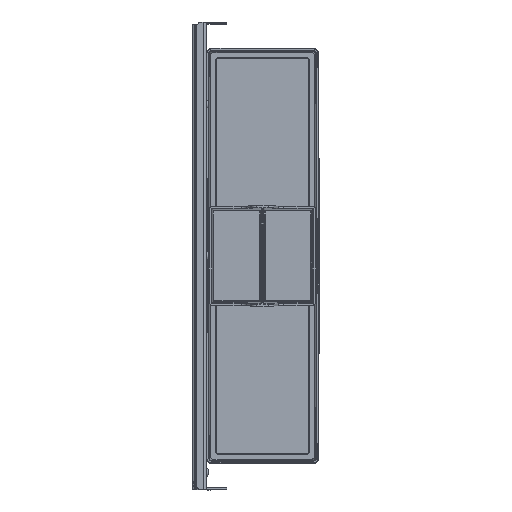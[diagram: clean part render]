
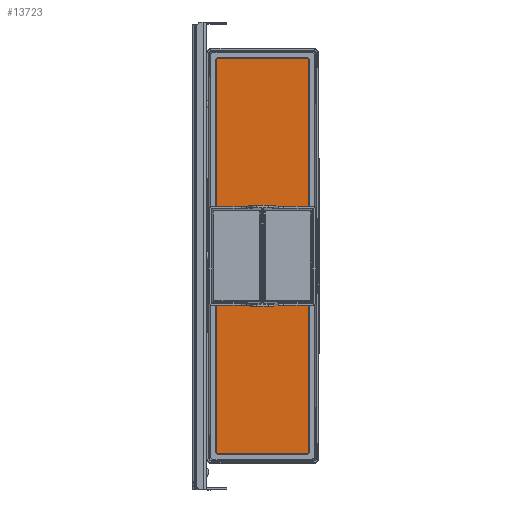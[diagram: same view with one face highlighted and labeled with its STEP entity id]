
A CAD part, top view. The second image highlights one B-rep face of the part: STEP entity #13723.
In plain terms, the highlighted planar face has unit normal (0, 0, 1).
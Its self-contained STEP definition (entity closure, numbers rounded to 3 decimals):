
#6270=CARTESIAN_POINT('',(209.437,-49.437,-43.5));
#6271=VERTEX_POINT('',#6270);
#6272=CARTESIAN_POINT('',(211.437,-47.437,-43.5));
#6273=VERTEX_POINT('',#6272);
#6274=CARTESIAN_POINT('',(209.437,-47.437,-43.5));
#6275=DIRECTION('',(0.0,0.0,1.0));
#6276=DIRECTION('',(0.0,1.0,0.0));
#6277=AXIS2_PLACEMENT_3D('',#6274,#6275,#6276);
#6278=CIRCLE('',#6277,2.0);
#6279=EDGE_CURVE('',#6271,#6273,#6278,.T.);
#13452=CARTESIAN_POINT('',(-209.437,-49.437,-43.5));
#13453=VERTEX_POINT('',#13452);
#13454=CARTESIAN_POINT('',(-209.437,-49.437,-43.5));
#13455=DIRECTION('',(1.0,0.0,0.0));
#13456=VECTOR('',#13455,418.875);
#13457=LINE('',#13454,#13456);
#13458=EDGE_CURVE('',#6271,#13453,#13457,.F.);
#13665=CARTESIAN_POINT('',(0.0,0.0,-43.5));
#13666=DIRECTION('',(0.0,0.0,1.0));
#13667=DIRECTION('',(1.0,0.0,0.0));
#13668=AXIS2_PLACEMENT_3D('',#13665,#13666,#13667);
#13669=PLANE('',#13668);
#13670=ORIENTED_EDGE('',*,*,#13458,.F.);
#13671=ORIENTED_EDGE('',*,*,#6279,.T.);
#13672=CARTESIAN_POINT('',(211.437,47.437,-43.5));
#13673=VERTEX_POINT('',#13672);
#13674=CARTESIAN_POINT('',(211.437,47.437,-43.5));
#13675=DIRECTION('',(0.0,-1.0,0.0));
#13676=VECTOR('',#13675,94.875);
#13677=LINE('',#13674,#13676);
#13678=EDGE_CURVE('',#6273,#13673,#13677,.F.);
#13679=ORIENTED_EDGE('',*,*,#13678,.T.);
#13680=CARTESIAN_POINT('',(209.437,49.437,-43.5));
#13681=VERTEX_POINT('',#13680);
#13682=CARTESIAN_POINT('',(209.437,47.437,-43.5));
#13683=DIRECTION('',(0.0,0.0,1.0));
#13684=DIRECTION('',(0.0,-1.0,0.0));
#13685=AXIS2_PLACEMENT_3D('',#13682,#13683,#13684);
#13686=CIRCLE('',#13685,2.0);
#13687=EDGE_CURVE('',#13673,#13681,#13686,.T.);
#13688=ORIENTED_EDGE('',*,*,#13687,.T.);
#13689=CARTESIAN_POINT('',(-209.437,49.437,-43.5));
#13690=VERTEX_POINT('',#13689);
#13691=CARTESIAN_POINT('',(209.437,49.437,-43.5));
#13692=DIRECTION('',(-1.0,0.0,0.0));
#13693=VECTOR('',#13692,418.875);
#13694=LINE('',#13691,#13693);
#13695=EDGE_CURVE('',#13690,#13681,#13694,.F.);
#13696=ORIENTED_EDGE('',*,*,#13695,.F.);
#13697=CARTESIAN_POINT('',(-211.437,47.437,-43.5));
#13698=VERTEX_POINT('',#13697);
#13699=CARTESIAN_POINT('',(-209.437,47.437,-43.5));
#13700=DIRECTION('',(0.0,0.0,-1.0));
#13701=DIRECTION('',(0.0,-1.0,0.0));
#13702=AXIS2_PLACEMENT_3D('',#13699,#13700,#13701);
#13703=CIRCLE('',#13702,2.0);
#13704=EDGE_CURVE('',#13698,#13690,#13703,.T.);
#13705=ORIENTED_EDGE('',*,*,#13704,.F.);
#13706=CARTESIAN_POINT('',(-211.437,-47.437,-43.5));
#13707=VERTEX_POINT('',#13706);
#13708=CARTESIAN_POINT('',(-211.437,47.437,-43.5));
#13709=DIRECTION('',(0.0,-1.0,0.0));
#13710=VECTOR('',#13709,94.875);
#13711=LINE('',#13708,#13710);
#13712=EDGE_CURVE('',#13707,#13698,#13711,.F.);
#13713=ORIENTED_EDGE('',*,*,#13712,.F.);
#13714=CARTESIAN_POINT('',(-209.437,-47.437,-43.5));
#13715=DIRECTION('',(0.0,0.0,-1.0));
#13716=DIRECTION('',(0.0,1.0,0.0));
#13717=AXIS2_PLACEMENT_3D('',#13714,#13715,#13716);
#13718=CIRCLE('',#13717,2.0);
#13719=EDGE_CURVE('',#13453,#13707,#13718,.T.);
#13720=ORIENTED_EDGE('',*,*,#13719,.F.);
#13721=EDGE_LOOP('',(#13670,#13671,#13679,#13688,#13696,#13705,#13713,#13720));
#13722=FACE_OUTER_BOUND('',#13721,.T.);
#13723=ADVANCED_FACE('',(#13722),#13669,.T.);
